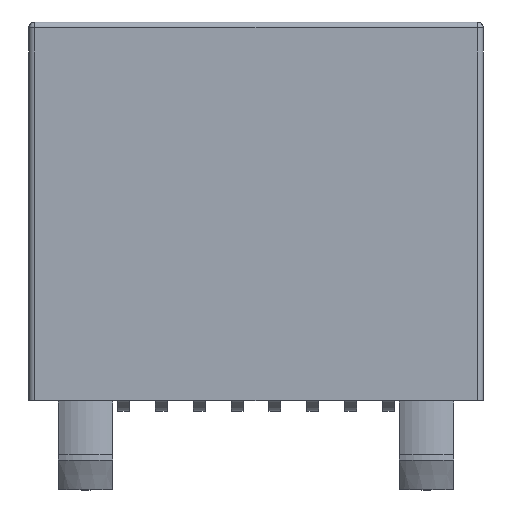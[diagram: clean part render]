
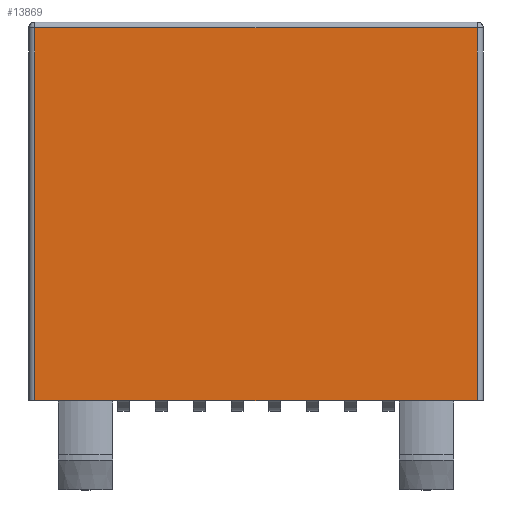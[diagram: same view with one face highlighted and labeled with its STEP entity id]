
A CAD part, front view. The second image highlights one B-rep face of the part: STEP entity #13869.
In plain terms, the highlighted face is planar.
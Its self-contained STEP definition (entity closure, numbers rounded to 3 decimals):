
#1093=ORIENTED_EDGE('',*,*,#4010,.T.);
#1094=ORIENTED_EDGE('',*,*,#3985,.F.);
#1095=ORIENTED_EDGE('',*,*,#3993,.F.);
#1096=ORIENTED_EDGE('',*,*,#3997,.T.);
#3985=EDGE_CURVE('',#5423,#5421,#6401,.T.);
#3993=EDGE_CURVE('',#5426,#5423,#6405,.T.);
#3997=EDGE_CURVE('',#5426,#5428,#6407,.T.);
#4010=EDGE_CURVE('',#5428,#5421,#6414,.T.);
#5421=VERTEX_POINT('',#18962);
#5423=VERTEX_POINT('',#18966);
#5426=VERTEX_POINT('',#18981);
#5428=VERTEX_POINT('',#18989);
#6401=LINE('',#18967,#7678);
#6405=LINE('',#18982,#7682);
#6407=LINE('',#18990,#7684);
#6414=LINE('',#19024,#7691);
#7678=VECTOR('',#15838,1000.);
#7682=VECTOR('',#15858,1000.);
#7684=VECTOR('',#15868,1000.);
#7691=VECTOR('',#15901,1000.);
#8617=EDGE_LOOP('',(#1093,#1094,#1095,#1096));
#9172=FACE_BOUND('',#8617,.T.);
#9688=PLANE('',#14470);
#13869=ADVANCED_FACE('',(#9172),#9688,.F.);
#14470=AXIS2_PLACEMENT_3D('',#19023,#15899,#15900);
#15838=DIRECTION('',(0.,1.,0.));
#15858=DIRECTION('',(1.,0.,0.));
#15868=DIRECTION('',(0.,1.,0.));
#15899=DIRECTION('',(0.,0.,1.));
#15900=DIRECTION('',(1.,0.,0.));
#15901=DIRECTION('',(1.,0.,0.));
#18962=CARTESIAN_POINT('',(7.42,6.35,-7.575));
#18966=CARTESIAN_POINT('',(7.42,-6.15,-7.575));
#18967=CARTESIAN_POINT('',(7.42,-6.35,-7.575));
#18981=CARTESIAN_POINT('',(-7.42,-6.15,-7.575));
#18982=CARTESIAN_POINT('',(-7.62,-6.15,-7.575));
#18989=CARTESIAN_POINT('',(-7.42,6.35,-7.575));
#18990=CARTESIAN_POINT('',(-7.42,-6.35,-7.575));
#19023=CARTESIAN_POINT('',(-7.62,-6.35,-7.575));
#19024=CARTESIAN_POINT('',(-7.62,6.35,-7.575));
